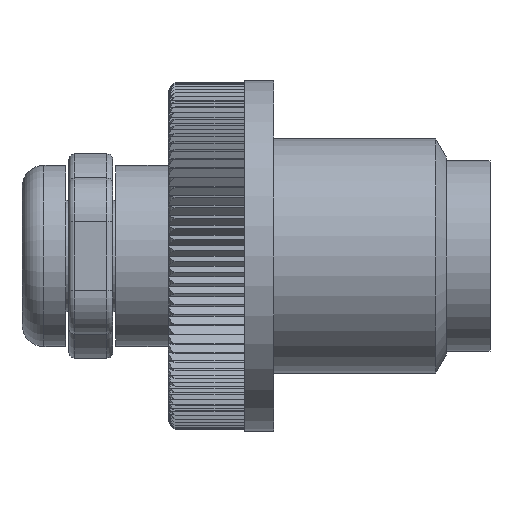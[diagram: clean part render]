
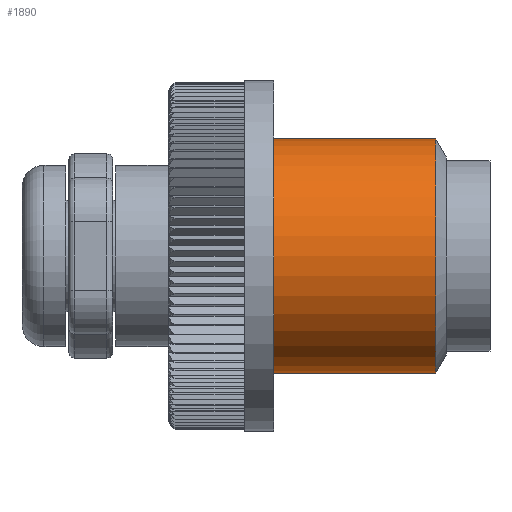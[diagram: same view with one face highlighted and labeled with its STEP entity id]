
A CAD part, left-side view. The second image highlights one B-rep face of the part: STEP entity #1890.
In plain terms, the highlighted cylindrical face has radius 4 mm (diameter 8 mm), a full revolution.
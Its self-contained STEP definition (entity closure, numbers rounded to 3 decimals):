
#1835=CYLINDRICAL_SURFACE('',#6380,4.);
#1890=ADVANCED_FACE('',(#2496,#2497),#1835,.T.);
#2496=FACE_BOUND('',#2538,.T.);
#2497=FACE_BOUND('',#2539,.T.);
#2538=EDGE_LOOP('',(#3093));
#2539=EDGE_LOOP('',(#3094));
#3093=ORIENTED_EDGE('',*,*,#5570,.F.);
#3094=ORIENTED_EDGE('',*,*,#5569,.T.);
#4950=VERTEX_POINT('',#10854);
#4951=VERTEX_POINT('',#10857);
#5569=EDGE_CURVE('',#4950,#4950,#6300,.T.);
#5570=EDGE_CURVE('',#4951,#4951,#6301,.T.);
#6300=CIRCLE('',#6377,4.);
#6301=CIRCLE('',#6379,4.);
#6377=AXIS2_PLACEMENT_3D('',#10853,#6843,#6844);
#6379=AXIS2_PLACEMENT_3D('',#10856,#6847,#6848);
#6380=AXIS2_PLACEMENT_3D('',#10858,#6849,#6850);
#6843=DIRECTION('',(0.,-1.,0.));
#6844=DIRECTION('',(1.,0.,0.));
#6847=DIRECTION('',(0.,-1.,0.));
#6848=DIRECTION('',(1.,0.,0.));
#6849=DIRECTION('',(0.,-1.,0.));
#6850=DIRECTION('',(1.,0.,0.));
#10853=CARTESIAN_POINT('',(50.,57.4,0.));
#10854=CARTESIAN_POINT('',(54.,57.4,0.));
#10856=CARTESIAN_POINT('',(50.,51.846,0.));
#10857=CARTESIAN_POINT('',(54.,51.846,0.));
#10858=CARTESIAN_POINT('',(50.,50.,0.));
